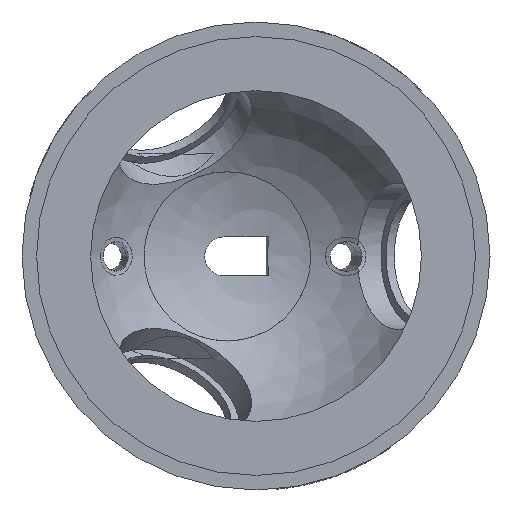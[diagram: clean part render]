
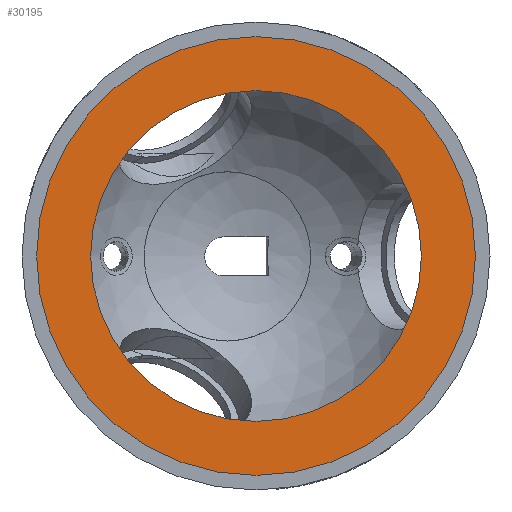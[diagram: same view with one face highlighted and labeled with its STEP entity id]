
A CAD part, top view. The second image highlights one B-rep face of the part: STEP entity #30195.
In plain terms, the highlighted planar face has unit normal (0, 0, 1).
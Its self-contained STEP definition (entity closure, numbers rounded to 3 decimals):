
#30039 = CONICAL_SURFACE('',#30040,18.2,0.222);
#30040 = AXIS2_PLACEMENT_3D('',#30041,#30042,#30043);
#30041 = CARTESIAN_POINT('',(0.,0.,21.899));
#30042 = DIRECTION('',(-0.,-0.,-1.));
#30043 = DIRECTION('',(1.,0.,0.));
#30109 = EDGE_CURVE('',#30110,#30110,#30112,.T.);
#30110 = VERTEX_POINT('',#30111);
#30111 = CARTESIAN_POINT('',(16.961,0.,27.4));
#30112 = SURFACE_CURVE('',#30113,(#30118,#30125),.PCURVE_S1.);
#30113 = CIRCLE('',#30114,16.961);
#30114 = AXIS2_PLACEMENT_3D('',#30115,#30116,#30117);
#30115 = CARTESIAN_POINT('',(0.,0.,27.4));
#30116 = DIRECTION('',(0.,0.,1.));
#30117 = DIRECTION('',(1.,0.,0.));
#30118 = PCURVE('',#30039,#30119);
#30119 = DEFINITIONAL_REPRESENTATION('',(#30120),#30124);
#30120 = LINE('',#30121,#30122);
#30121 = CARTESIAN_POINT('',(6.283,-5.501));
#30122 = VECTOR('',#30123,1.);
#30123 = DIRECTION('',(-1.,0.));
#30124 = ( GEOMETRIC_REPRESENTATION_CONTEXT(2) 
PARAMETRIC_REPRESENTATION_CONTEXT() REPRESENTATION_CONTEXT('2D SPACE',''
  ) );
#30125 = PCURVE('',#30126,#30131);
#30126 = PLANE('',#30127);
#30127 = AXIS2_PLACEMENT_3D('',#30128,#30129,#30130);
#30128 = CARTESIAN_POINT('',(0.,0.,27.4));
#30129 = DIRECTION('',(0.,0.,1.));
#30130 = DIRECTION('',(1.,0.,0.));
#30131 = DEFINITIONAL_REPRESENTATION('',(#30132),#30136);
#30132 = CIRCLE('',#30133,16.961);
#30133 = AXIS2_PLACEMENT_2D('',#30134,#30135);
#30134 = CARTESIAN_POINT('',(0.,0.));
#30135 = DIRECTION('',(1.,0.));
#30136 = ( GEOMETRIC_REPRESENTATION_CONTEXT(2) 
PARAMETRIC_REPRESENTATION_CONTEXT() REPRESENTATION_CONTEXT('2D SPACE',''
  ) );
#30184 = CYLINDRICAL_SURFACE('',#30185,22.5);
#30185 = AXIS2_PLACEMENT_3D('',#30186,#30187,#30188);
#30186 = CARTESIAN_POINT('',(0.,0.,22.4));
#30187 = DIRECTION('',(0.,0.,1.));
#30188 = DIRECTION('',(1.,0.,0.));
#30195 = ADVANCED_FACE('',(#30196,#30222),#30126,.T.);
#30196 = FACE_BOUND('',#30197,.T.);
#30197 = EDGE_LOOP('',(#30198));
#30198 = ORIENTED_EDGE('',*,*,#30199,.T.);
#30199 = EDGE_CURVE('',#30200,#30200,#30202,.T.);
#30200 = VERTEX_POINT('',#30201);
#30201 = CARTESIAN_POINT('',(22.5,0.,27.4));
#30202 = SURFACE_CURVE('',#30203,(#30208,#30215),.PCURVE_S1.);
#30203 = CIRCLE('',#30204,22.5);
#30204 = AXIS2_PLACEMENT_3D('',#30205,#30206,#30207);
#30205 = CARTESIAN_POINT('',(0.,0.,27.4));
#30206 = DIRECTION('',(0.,0.,1.));
#30207 = DIRECTION('',(1.,0.,0.));
#30208 = PCURVE('',#30126,#30209);
#30209 = DEFINITIONAL_REPRESENTATION('',(#30210),#30214);
#30210 = CIRCLE('',#30211,22.5);
#30211 = AXIS2_PLACEMENT_2D('',#30212,#30213);
#30212 = CARTESIAN_POINT('',(0.,0.));
#30213 = DIRECTION('',(1.,0.));
#30214 = ( GEOMETRIC_REPRESENTATION_CONTEXT(2) 
PARAMETRIC_REPRESENTATION_CONTEXT() REPRESENTATION_CONTEXT('2D SPACE',''
  ) );
#30215 = PCURVE('',#30184,#30216);
#30216 = DEFINITIONAL_REPRESENTATION('',(#30217),#30221);
#30217 = LINE('',#30218,#30219);
#30218 = CARTESIAN_POINT('',(0.,5.));
#30219 = VECTOR('',#30220,1.);
#30220 = DIRECTION('',(1.,0.));
#30221 = ( GEOMETRIC_REPRESENTATION_CONTEXT(2) 
PARAMETRIC_REPRESENTATION_CONTEXT() REPRESENTATION_CONTEXT('2D SPACE',''
  ) );
#30222 = FACE_BOUND('',#30223,.T.);
#30223 = EDGE_LOOP('',(#30224));
#30224 = ORIENTED_EDGE('',*,*,#30109,.F.);
